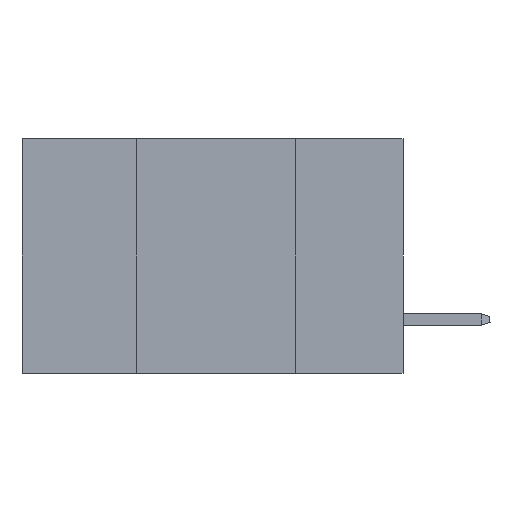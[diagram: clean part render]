
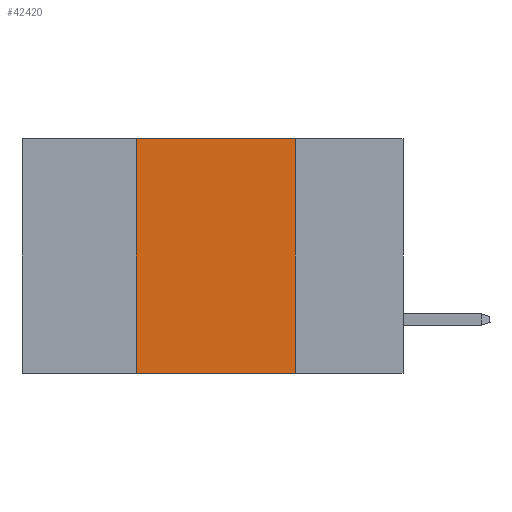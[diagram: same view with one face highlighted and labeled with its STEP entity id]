
A CAD part, left-side view. The second image highlights one B-rep face of the part: STEP entity #42420.
In plain terms, the highlighted planar face has unit normal (-1, 0, 0).
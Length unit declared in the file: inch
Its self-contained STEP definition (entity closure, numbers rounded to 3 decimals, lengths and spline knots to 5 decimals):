
#27 = AXIS2_PLACEMENT_3D ( 'NONE', #3391, #49749, #14344 ) ;
#3391 = CARTESIAN_POINT ( 'NONE',  ( 0., 0.6, 0. ) ) ;
#3430 = LINE ( 'NONE', #34495, #34616 ) ;
#6427 = ORIENTED_EDGE ( 'NONE', *, *, #8782, .F. ) ;
#7324 = LINE ( 'NONE', #27657, #44082 ) ;
#8782 = EDGE_CURVE ( 'NONE', #33620, #26190, #11457, .T. ) ;
#11457 = LINE ( 'NONE', #47109, #36577 ) ;
#12199 = DIRECTION ( 'NONE',  ( 0., -1., 0. ) ) ;
#13042 = VECTOR ( 'NONE', #45608, 39.37008 ) ;
#13828 = CARTESIAN_POINT ( 'NONE',  ( 0., 0.42, 0. ) ) ;
#14344 = DIRECTION ( 'NONE',  ( 0., 0., -1. ) ) ;
#15189 = DIRECTION ( 'NONE',  ( 0., 0., 1. ) ) ;
#20371 = EDGE_CURVE ( 'NONE', #26190, #43388, #25250, .T. ) ;
#21180 = EDGE_LOOP ( 'NONE', ( #24452, #6427, #45782, #34278 ) ) ;
#22982 = PLANE ( 'NONE',  #27 ) ;
#24016 = CARTESIAN_POINT ( 'NONE',  ( 0., 0.17, 0. ) ) ;
#24452 = ORIENTED_EDGE ( 'NONE', *, *, #20371, .F. ) ;
#25250 = LINE ( 'NONE', #33874, #13042 ) ;
#26190 = VERTEX_POINT ( 'NONE', #24016 ) ;
#27657 = CARTESIAN_POINT ( 'NONE',  ( 0., 0.42, 0. ) ) ;
#27984 = EDGE_CURVE ( 'NONE', #45133, #43388, #3430, .T. ) ;
#30671 = DIRECTION ( 'NONE',  ( 0., -1., 0. ) ) ;
#33013 = EDGE_CURVE ( 'NONE', #45133, #33620, #7324, .T. ) ;
#33620 = VERTEX_POINT ( 'NONE', #13828 ) ;
#33874 = CARTESIAN_POINT ( 'NONE',  ( 0., 0.17, 0. ) ) ;
#34278 = ORIENTED_EDGE ( 'NONE', *, *, #27984, .T. ) ;
#34495 = CARTESIAN_POINT ( 'NONE',  ( 0., 0.6, -0.37 ) ) ;
#34616 = VECTOR ( 'NONE', #30671, 39.37008 ) ;
#35276 = CARTESIAN_POINT ( 'NONE',  ( 0., 0.17, -0.37 ) ) ;
#35475 = CARTESIAN_POINT ( 'NONE',  ( 0., 0.42, -0.37 ) ) ;
#36577 = VECTOR ( 'NONE', #12199, 39.37008 ) ;
#42109 = FACE_OUTER_BOUND ( 'NONE', #21180, .T. ) ;
#42420 = ADVANCED_FACE ( 'NONE', ( #42109 ), #22982, .F. ) ;
#43388 = VERTEX_POINT ( 'NONE', #35276 ) ;
#44082 = VECTOR ( 'NONE', #15189, 39.37008 ) ;
#45133 = VERTEX_POINT ( 'NONE', #35475 ) ;
#45608 = DIRECTION ( 'NONE',  ( 0., 0., -1. ) ) ;
#45782 = ORIENTED_EDGE ( 'NONE', *, *, #33013, .F. ) ;
#47109 = CARTESIAN_POINT ( 'NONE',  ( 0., 0.6, 0. ) ) ;
#49749 = DIRECTION ( 'NONE',  ( 1., 0., 0. ) ) ;
